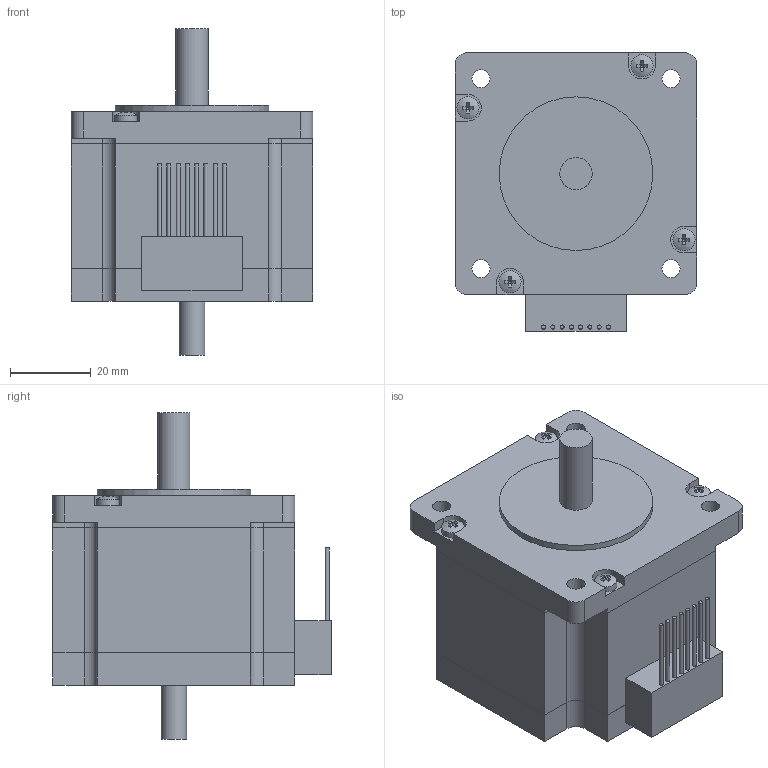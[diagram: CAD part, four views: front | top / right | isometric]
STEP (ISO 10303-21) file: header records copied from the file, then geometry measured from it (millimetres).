
FILE_DESCRIPTION((''),'2;1');
FILE_NAME('STEPPING_MOTOR_ST6018X.stp','2008-04-24T11:08:23',('wei_j'),(''),'Autodesk Inventor 2008','Autodesk Inventor 2008','');
FILE_SCHEMA(('AUTOMOTIVE_DESIGN { 1 0 10303 214 1 1 1 1 }'));
Length unit declared in the file: millimetre
Products named in the file (9): STEPPING_MOTOR_ST6018X; Frontcap_ST6018; shaft_forward_6018; Schrauben_ISO_7045_M3; Stator_6018_X; Endcap ST6018_kompl; Endcap_6018; leads_4_ST6018; shaft_rear_6.35x13.5
Assembly tree (11 placements, depth 3):
  STEPPING_MOTOR_ST6018X
    Frontcap_ST6018
    shaft_forward_6018
    Schrauben_ISO_7045_M3  x4
    Stator_6018_X
    Endcap ST6018_kompl
      Endcap_6018
      leads_4_ST6018
    shaft_rear_6.35x13.5
Bounding box: 60 x 69 x 81.1 mm (x, y, z)
Volume: 155490.5 mm3; surface area: 34286.2 mm2
Topology: 17 solids, 17 shells, 234 faces, 492 edges, 297 vertices
Faces by surface type: plane 185, cylinder 35, bspline 10, sphere 4
Full cylindrical faces by diameter (mm): 1 x8, 5.5 x4, 6.35 x1, 8 x1, 38.1 x1
Entity records: 4586 total; most frequent: CARTESIAN_POINT 882, DIRECTION 742, ORIENTED_EDGE 640, EDGE_CURVE 320, AXIS2_PLACEMENT_3D 259, VECTOR 224, LINE 224, VERTEX_POINT 219
